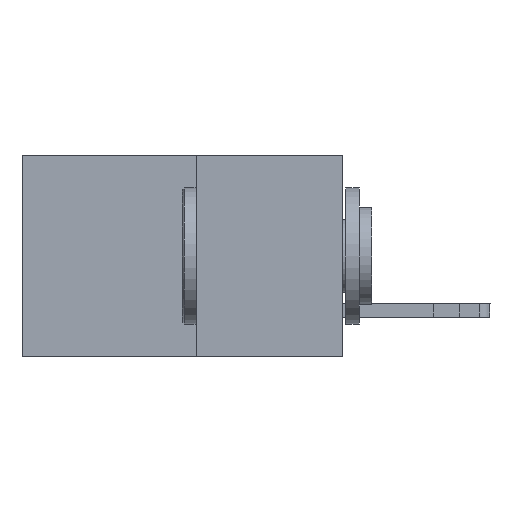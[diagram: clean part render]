
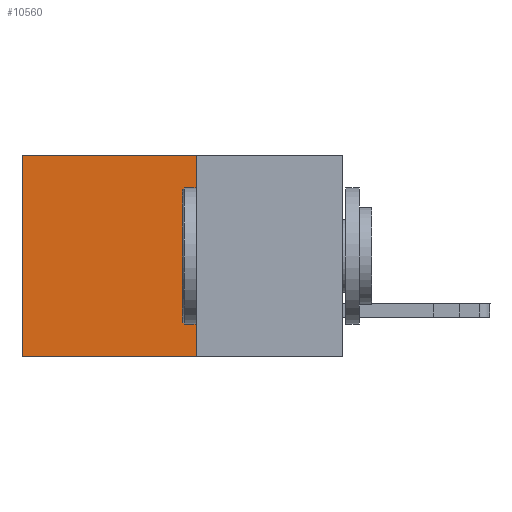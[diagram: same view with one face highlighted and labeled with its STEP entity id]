
A CAD part, left-side view. The second image highlights one B-rep face of the part: STEP entity #10560.
In plain terms, the highlighted planar face has unit normal (-1, 0, 0).
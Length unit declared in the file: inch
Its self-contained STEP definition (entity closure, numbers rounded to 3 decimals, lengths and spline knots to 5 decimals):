
#204 = CARTESIAN_POINT ( 'NONE',  ( 0.277, 0.27, -0.37 ) ) ;
#304 = DIRECTION ( 'NONE',  ( 0., 1., 0. ) ) ;
#499 = DIRECTION ( 'NONE',  ( 0., 1., 0. ) ) ;
#696 = ORIENTED_EDGE ( 'NONE', *, *, #1185, .T. ) ;
#1170 = VERTEX_POINT ( 'NONE', #28117 ) ;
#1185 = EDGE_CURVE ( 'NONE', #14754, #1170, #4335, .T. ) ;
#2168 = CARTESIAN_POINT ( 'NONE',  ( 0.277, 0.59, 0. ) ) ;
#2298 = DIRECTION ( 'NONE',  ( 1., 0., 0. ) ) ;
#2498 = DIRECTION ( 'NONE',  ( 0., 0., -1. ) ) ;
#2504 = ORIENTED_EDGE ( 'NONE', *, *, #23937, .F. ) ;
#2674 = CARTESIAN_POINT ( 'NONE',  ( 0.277, 0.27, 0. ) ) ;
#4335 = LINE ( 'NONE', #22740, #28563 ) ;
#4456 = AXIS2_PLACEMENT_3D ( 'NONE', #13878, #2298, #2498 ) ;
#4926 = ORIENTED_EDGE ( 'NONE', *, *, #28030, .T. ) ;
#10560 = ADVANCED_FACE ( 'NONE', ( #26713 ), #16160, .F. ) ;
#11297 = VECTOR ( 'NONE', #27997, 39.37008 ) ;
#12243 = ORIENTED_EDGE ( 'NONE', *, *, #23806, .F. ) ;
#12309 = EDGE_LOOP ( 'NONE', ( #696, #12243, #2504, #4926 ) ) ;
#13613 = VERTEX_POINT ( 'NONE', #17550 ) ;
#13878 = CARTESIAN_POINT ( 'NONE',  ( 0.277, 0.27, -0.37 ) ) ;
#14147 = VECTOR ( 'NONE', #304, 39.37008 ) ;
#14410 = CARTESIAN_POINT ( 'NONE',  ( 0.277, 0.27, -0.37 ) ) ;
#14754 = VERTEX_POINT ( 'NONE', #2168 ) ;
#16160 = PLANE ( 'NONE',  #4456 ) ;
#17550 = CARTESIAN_POINT ( 'NONE',  ( 0.277, 0.27, -0.37 ) ) ;
#20241 = LINE ( 'NONE', #204, #14147 ) ;
#22427 = VERTEX_POINT ( 'NONE', #2674 ) ;
#22740 = CARTESIAN_POINT ( 'NONE',  ( 0.277, 0.59, -0.37 ) ) ;
#22845 = DIRECTION ( 'NONE',  ( 0., 0., -1. ) ) ;
#23806 = EDGE_CURVE ( 'NONE', #13613, #1170, #20241, .T. ) ;
#23906 = LINE ( 'NONE', #27806, #29150 ) ;
#23937 = EDGE_CURVE ( 'NONE', #22427, #13613, #28702, .T. ) ;
#26713 = FACE_OUTER_BOUND ( 'NONE', #12309, .T. ) ;
#27806 = CARTESIAN_POINT ( 'NONE',  ( 0.277, 0.27, 0. ) ) ;
#27997 = DIRECTION ( 'NONE',  ( 0., 0., -1. ) ) ;
#28030 = EDGE_CURVE ( 'NONE', #22427, #14754, #23906, .T. ) ;
#28117 = CARTESIAN_POINT ( 'NONE',  ( 0.277, 0.59, -0.37 ) ) ;
#28563 = VECTOR ( 'NONE', #22845, 39.37008 ) ;
#28702 = LINE ( 'NONE', #14410, #11297 ) ;
#29150 = VECTOR ( 'NONE', #499, 39.37008 ) ;
